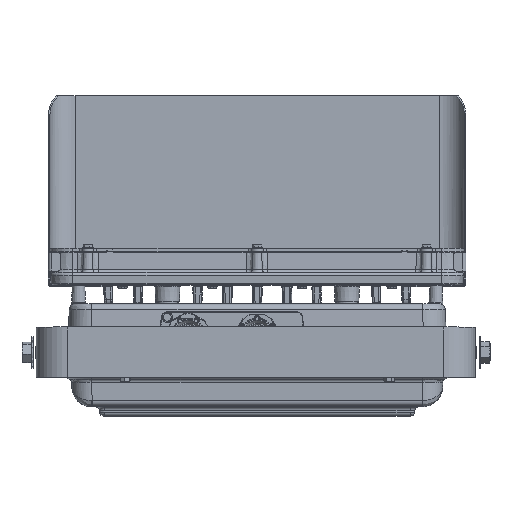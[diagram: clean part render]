
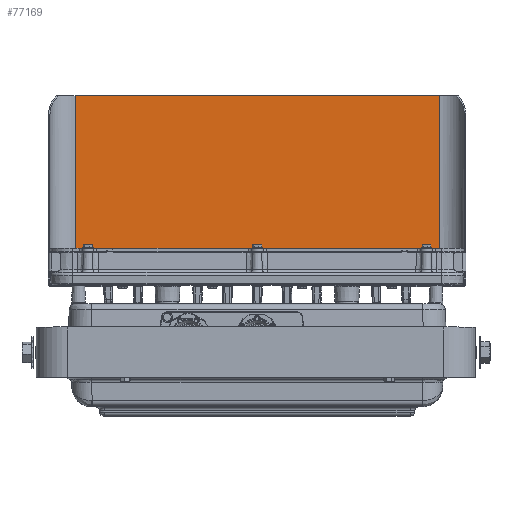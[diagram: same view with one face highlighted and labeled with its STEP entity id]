
A CAD part, top view. The second image highlights one B-rep face of the part: STEP entity #77169.
In plain terms, the highlighted planar face has unit normal (0, 0, 1).
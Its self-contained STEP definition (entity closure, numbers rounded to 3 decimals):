
#8002=FACE_OUTER_BOUND('',#12376,.T.);
#12376=EDGE_LOOP('',(#66246,#66247,#66248,#66249,#66250,#66251,#66252,#66253));
#22680=LINE('',#195340,#26562);
#22688=LINE('',#195357,#26570);
#22689=LINE('',#195359,#26571);
#22690=LINE('',#195361,#26572);
#22691=LINE('',#195363,#26573);
#22692=LINE('',#195365,#26574);
#22693=LINE('',#195367,#26575);
#22694=LINE('',#195368,#26576);
#26562=VECTOR('',#102956,0.394);
#26570=VECTOR('',#102968,0.394);
#26571=VECTOR('',#102969,0.394);
#26572=VECTOR('',#102970,0.394);
#26573=VECTOR('',#102971,0.394);
#26574=VECTOR('',#102972,0.394);
#26575=VECTOR('',#102973,0.394);
#26576=VECTOR('',#102974,0.394);
#33496=VERTEX_POINT('',#195333);
#33499=VERTEX_POINT('',#195338);
#33506=VERTEX_POINT('',#195356);
#33507=VERTEX_POINT('',#195358);
#33508=VERTEX_POINT('',#195360);
#33509=VERTEX_POINT('',#195362);
#33510=VERTEX_POINT('',#195364);
#33511=VERTEX_POINT('',#195366);
#44495=EDGE_CURVE('',#33496,#33499,#22680,.T.);
#44503=EDGE_CURVE('',#33506,#33499,#22688,.T.);
#44504=EDGE_CURVE('',#33507,#33506,#22689,.T.);
#44505=EDGE_CURVE('',#33507,#33508,#22690,.T.);
#44506=EDGE_CURVE('',#33509,#33508,#22691,.T.);
#44507=EDGE_CURVE('',#33510,#33509,#22692,.T.);
#44508=EDGE_CURVE('',#33511,#33510,#22693,.T.);
#44509=EDGE_CURVE('',#33496,#33511,#22694,.T.);
#66246=ORIENTED_EDGE('',*,*,#44495,.T.);
#66247=ORIENTED_EDGE('',*,*,#44503,.F.);
#66248=ORIENTED_EDGE('',*,*,#44504,.F.);
#66249=ORIENTED_EDGE('',*,*,#44505,.T.);
#66250=ORIENTED_EDGE('',*,*,#44506,.F.);
#66251=ORIENTED_EDGE('',*,*,#44507,.F.);
#66252=ORIENTED_EDGE('',*,*,#44508,.F.);
#66253=ORIENTED_EDGE('',*,*,#44509,.F.);
#68854=PLANE('',#84608);
#77169=ADVANCED_FACE('',(#8002),#68854,.F.);
#84608=AXIS2_PLACEMENT_3D('',#195355,#102966,#102967);
#102956=DIRECTION('',(1.,0.,0.));
#102966=DIRECTION('center_axis',(0.,0.,
-1.));
#102967=DIRECTION('ref_axis',(0.,-1.,0.));
#102968=DIRECTION('',(-1.,0.,0.));
#102969=DIRECTION('',(-1.,0.,0.));
#102970=DIRECTION('',(0.,1.,0.));
#102971=DIRECTION('',(1.,0.,0.));
#102972=DIRECTION('',(0.,1.,0.));
#102973=DIRECTION('',(-1.,0.,0.));
#102974=DIRECTION('',(-1.,0.,0.));
#195333=CARTESIAN_POINT('',(-6.014,0.06,-5.03));
#195338=CARTESIAN_POINT('',(6.014,0.06,-5.03));
#195340=CARTESIAN_POINT('',(-4.427,0.06,-5.03));
#195355=CARTESIAN_POINT('Origin',(0.,3.81,-5.03));
#195356=CARTESIAN_POINT('',(7.264,0.06,-5.03));
#195357=CARTESIAN_POINT('',(-8.855,0.06,-5.03));
#195358=CARTESIAN_POINT('',(7.265,0.06,-5.03));
#195359=CARTESIAN_POINT('',(-8.855,0.06,-5.03));
#195360=CARTESIAN_POINT('',(7.265,7.56,-5.03));
#195361=CARTESIAN_POINT('',(7.265,3.81,-5.03));
#195362=CARTESIAN_POINT('',(-7.265,7.56,-5.03));
#195363=CARTESIAN_POINT('',(14.355,7.56,-5.03));
#195364=CARTESIAN_POINT('',(-7.265,0.06,-5.03));
#195365=CARTESIAN_POINT('',(-7.265,3.81,-5.03));
#195366=CARTESIAN_POINT('',(-7.264,0.06,-5.03));
#195367=CARTESIAN_POINT('',(-8.855,0.06,-5.03));
#195368=CARTESIAN_POINT('',(-8.855,0.06,-5.03));
